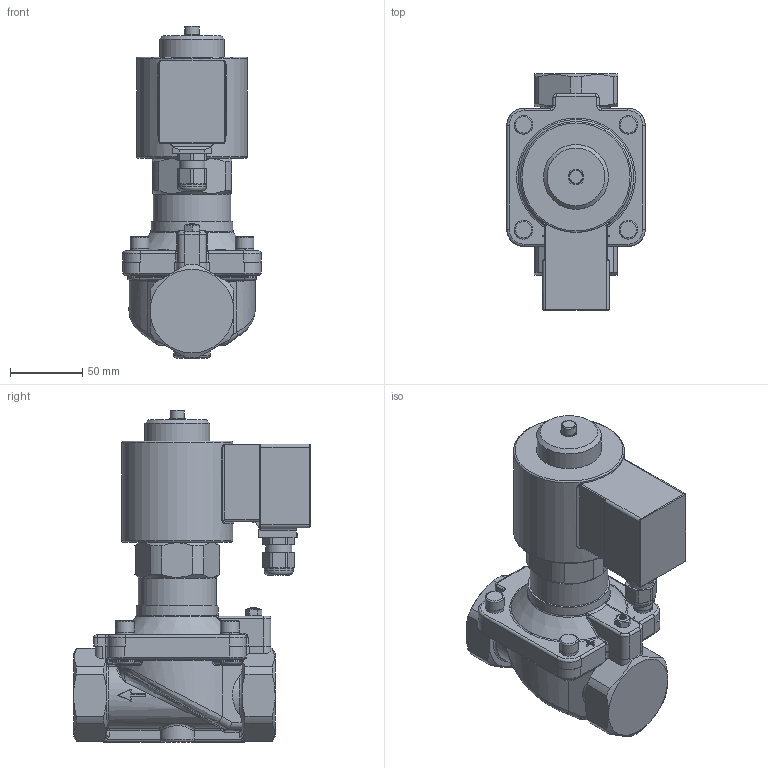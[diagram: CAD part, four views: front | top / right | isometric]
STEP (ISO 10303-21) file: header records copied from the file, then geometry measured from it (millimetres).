
FILE_DESCRIPTION(/* description */ ('2/2 zwangsgest. Membranventil - step komplett'),/* implementation_level */ '2;1');
FILE_NAME(/* name */ '043.001256_B4327-1001-.242.stp',/* time_stamp */ '2018-06-07T13:30:09+02:00',/* author */ ('CBeuthner'),/* organization */ (''),/* preprocessor_version */ 'ST-DEVELOPER v16.1',/* originating_system */ 'Autodesk Inventor 2016',/* authorisation */ '');
FILE_SCHEMA (('CONFIG_CONTROL_DESIGN'));
Length unit declared in the file: millimetre
Products named in the file (1): 90-005764
Bounding box: 96 x 164.5 x 230.5 mm (x, y, z)
Surface area: 102630.9 mm2 (no closed solid volume)
Topology: 0 solids, 1 shells, 566 faces, 1435 edges, 877 vertices
Faces by surface type: cylinder 203, plane 182, bspline 76, torus 64, cone 35, sphere 6
Full cylindrical faces by diameter (mm): 4.917 x2, 8 x4, 10 x1, 11 x1, 13 x4, 18 x1, 20 x1, 45 x1, 54 x1, 77 x1
Entity records: 26671 total; most frequent: CARTESIAN_POINT 13879, ORIENTED_EDGE 2736, DIRECTION 2547, EDGE_CURVE 1368, AXIS2_PLACEMENT_3D 1003, VERTEX_POINT 866, EDGE_LOOP 638, FACE_OUTER_BOUND 567
